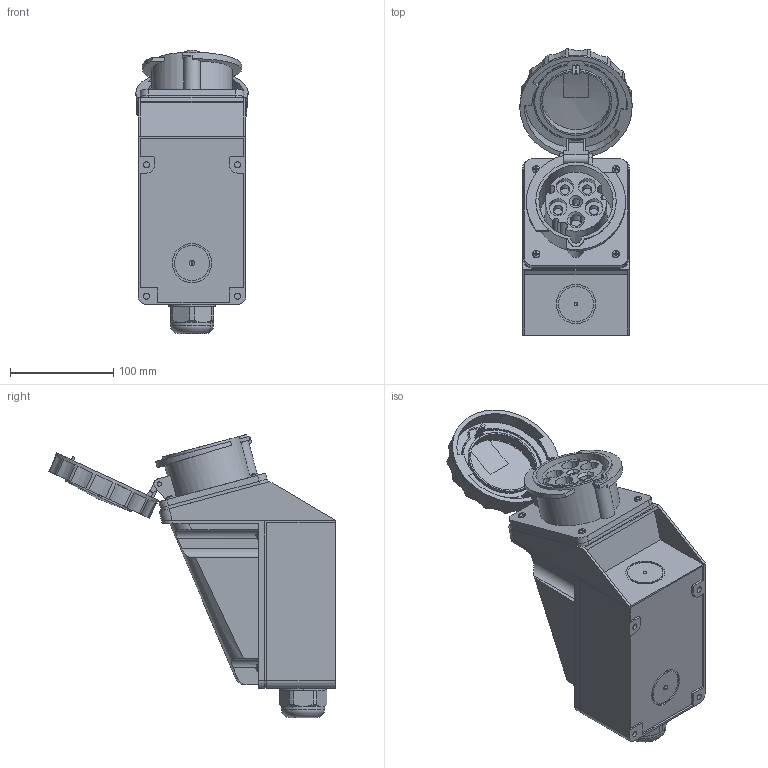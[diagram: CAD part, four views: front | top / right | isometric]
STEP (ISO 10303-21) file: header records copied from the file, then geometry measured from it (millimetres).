
FILE_DESCRIPTION((''),'2;1');
FILE_NAME('81183_3D-SIMPLIFIED_ASM','2023-03-24T09:34:03',('theo.robert.ext'),(''),'CREO PARAMETRIC BY PTC INC, 2018260','CREO PARAMETRIC BY PTC INC, 2018260','');
FILE_SCHEMA(('CONFIG_CONTROL_DESIGN'));
Length unit declared in the file: millimetre
Products named in the file (13): PRT0001; PRT0002; PRT0003; PRT0004; PRT0005; PRT0006; PRT0007; PRT0008; PRT0009; PRT0010; PRT0011; PRT0012; 81183_3D-SIMPLIFIED_ASM
Assembly tree (21 placements, depth 2):
  81183_3D-SIMPLIFIED_ASM
    PRT0001
    PRT0002
    PRT0003
    PRT0004
    PRT0005
    PRT0006
    PRT0007
    PRT0008
    PRT0009
    PRT0010
    PRT0011  x8
    PRT0012  x3
Bounding box: 108.55 x 276.9 x 273.87 mm (x, y, z)
Volume: 882265.3 mm3; surface area: 406383.1 mm2
Topology: 21 solids, 21 shells, 942 faces, 2620 edges, 1761 vertices
Faces by surface type: plane 525, cylinder 283, cone 91, sphere 26, torus 9, bspline 8
Entity records: 26469 total; most frequent: CARTESIAN_POINT 6131, DIRECTION 4260, ORIENTED_EDGE 4184, EDGE_CURVE 2092, AXIS2_PLACEMENT_3D 1565, VERTEX_POINT 1418, VECTOR 1130, LINE 1130
